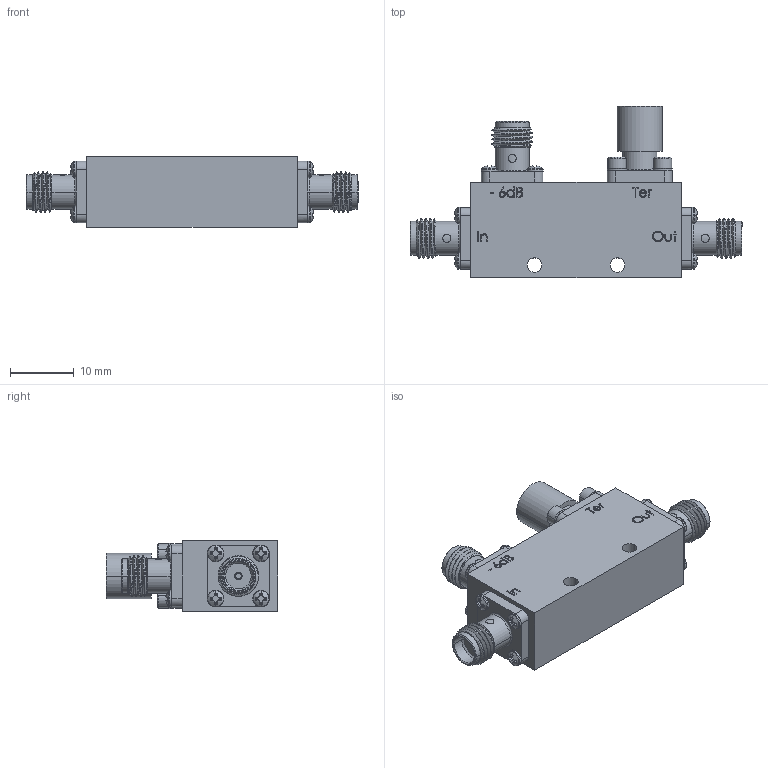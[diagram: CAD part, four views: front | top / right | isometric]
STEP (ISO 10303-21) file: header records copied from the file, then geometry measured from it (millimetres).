
FILE_DESCRIPTION (( 'STEP AP214' ), '1' );
FILE_NAME ('PE2CP1100 - FMCP1100.step', '2020-05-18T18:37:01', ( '' ), ( '' ), 'SwSTEP 2.0', 'SolidWorks 2018', '' );
FILE_SCHEMA (( 'AUTOMOTIVE_DESIGN' ));
Length unit declared in the file: inch
Products named in the file (1): PE2CP1100 - FMCP1100
Bounding box: 52.05 x 26.94 x 11 mm (x, y, z)
Volume: 6796.3 mm3; surface area: 3989.4 mm2
Topology: 1 solids, 19 shells, 955 faces, 2440 edges, 1579 vertices
Faces by surface type: plane 435, cylinder 245, cone 140, bspline 127, torus 8
Entity records: 39446 total; most frequent: CARTESIAN_POINT 18016, ORIENTED_EDGE 4880, DIRECTION 3877, EDGE_CURVE 2440, VERTEX_POINT 1579, AXIS2_PLACEMENT_3D 1427, EDGE_LOOP 1025, LINE 1023
